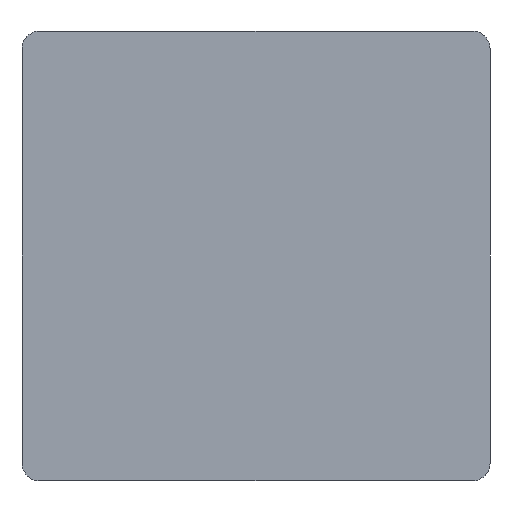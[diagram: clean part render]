
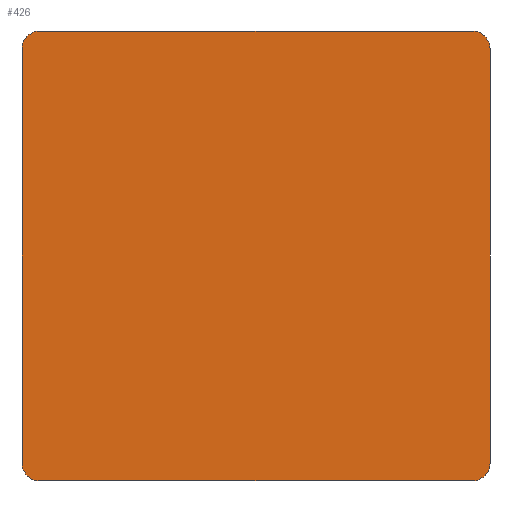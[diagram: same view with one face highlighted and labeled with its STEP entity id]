
A CAD part, front view. The second image highlights one B-rep face of the part: STEP entity #426.
In plain terms, the highlighted planar face has unit normal (0, -1, 0).
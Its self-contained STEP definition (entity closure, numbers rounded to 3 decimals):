
#4 = EDGE_CURVE ( 'NONE', #71, #479, #429, .T. ) ;
#28 = VERTEX_POINT ( 'NONE', #193 ) ;
#47 = CARTESIAN_POINT ( 'NONE',  ( 0.65, 0.3, 0.604 ) ) ;
#52 = CARTESIAN_POINT ( 'NONE',  ( 0.65, 0.3, -0.575 ) ) ;
#54 = EDGE_CURVE ( 'NONE', #71, #188, #445, .T. ) ;
#60 = ORIENTED_EDGE ( 'NONE', *, *, #54, .F. ) ;
#61 = DIRECTION ( 'NONE',  ( 0., 0., 1. ) ) ;
#63 = DIRECTION ( 'NONE',  ( -1., 0., 0. ) ) ;
#71 = VERTEX_POINT ( 'NONE', #239 ) ;
#81 = CARTESIAN_POINT ( 'NONE',  ( 0.6, 0.3, 0.625 ) ) ;
#83 = VECTOR ( 'NONE', #488, 1000. ) ;
#85 = CARTESIAN_POINT ( 'NONE',  ( -0.6, 0.3, 0.625 ) ) ;
#92 = CARTESIAN_POINT ( 'NONE',  ( 0.65, 0.3, 0.625 ) ) ;
#108 = CARTESIAN_POINT ( 'NONE',  ( 0., 0.3, 0. ) ) ;
#117 = VERTEX_POINT ( 'NONE', #235 ) ;
#123 = CARTESIAN_POINT ( 'NONE',  ( 0.629, 0.3, 0.625 ) ) ;
#125 = EDGE_CURVE ( 'NONE', #420, #356, #234, .T. ) ;
#142 =( BOUNDED_CURVE ( )  B_SPLINE_CURVE ( 3, ( #368, #293, #178, #52 ),
 .UNSPECIFIED., .F., .F. ) 
 B_SPLINE_CURVE_WITH_KNOTS ( ( 4, 4 ),
 ( 5.502, 7.065 ),
 .UNSPECIFIED. ) 
 CURVE ( )  GEOMETRIC_REPRESENTATION_ITEM ( )  RATIONAL_B_SPLINE_CURVE ( ( 1., 0.807, 0.807, 1. ) ) 
 REPRESENTATION_ITEM ( '' )  );
#155 = CARTESIAN_POINT ( 'NONE',  ( -0.65, 0.3, -0.575 ) ) ;
#161 = AXIS2_PLACEMENT_3D ( 'NONE', #108, #492, #61 ) ;
#165 = EDGE_LOOP ( 'NONE', ( #60, #282, #217, #436, #313, #393, #308, #256 ) ) ;
#178 = CARTESIAN_POINT ( 'NONE',  ( 0.65, 0.3, -0.604 ) ) ;
#186 = LINE ( 'NONE', #92, #465 ) ;
#188 = VERTEX_POINT ( 'NONE', #403 ) ;
#190 = CARTESIAN_POINT ( 'NONE',  ( -0.6, 0.3, -0.625 ) ) ;
#193 = CARTESIAN_POINT ( 'NONE',  ( -0.6, 0.3, 0.625 ) ) ;
#204 = CARTESIAN_POINT ( 'NONE',  ( -0.629, 0.3, 0.625 ) ) ;
#209 = CARTESIAN_POINT ( 'NONE',  ( -0.65, 0.3, 0.575 ) ) ;
#217 = ORIENTED_EDGE ( 'NONE', *, *, #351, .F. ) ;
#222 = CARTESIAN_POINT ( 'NONE',  ( 0.65, 0.3, 0.625 ) ) ;
#229 = EDGE_CURVE ( 'NONE', #28, #188, #378, .T. ) ;
#234 =( BOUNDED_CURVE ( )  B_SPLINE_CURVE ( 3, ( #245, #47, #123, #81 ),
 .UNSPECIFIED., .F., .F. ) 
 B_SPLINE_CURVE_WITH_KNOTS ( ( 4, 4 ),
 ( 5.502, 7.065 ),
 .UNSPECIFIED. ) 
 CURVE ( )  GEOMETRIC_REPRESENTATION_ITEM ( )  RATIONAL_B_SPLINE_CURVE ( ( 1., 0.807, 0.807, 1. ) ) 
 REPRESENTATION_ITEM ( '' )  );
#235 = CARTESIAN_POINT ( 'NONE',  ( 0.6, 0.3, -0.625 ) ) ;
#239 = CARTESIAN_POINT ( 'NONE',  ( -0.65, 0.3, -0.575 ) ) ;
#244 = VERTEX_POINT ( 'NONE', #285 ) ;
#245 = CARTESIAN_POINT ( 'NONE',  ( 0.65, 0.3, 0.575 ) ) ;
#256 = ORIENTED_EDGE ( 'NONE', *, *, #229, .T. ) ;
#272 = CARTESIAN_POINT ( 'NONE',  ( -0.65, 0.3, -0.604 ) ) ;
#279 = EDGE_CURVE ( 'NONE', #117, #244, #142, .T. ) ;
#282 = ORIENTED_EDGE ( 'NONE', *, *, #4, .T. ) ;
#283 = CARTESIAN_POINT ( 'NONE',  ( -0.65, 0.3, 0.625 ) ) ;
#285 = CARTESIAN_POINT ( 'NONE',  ( 0.65, 0.3, -0.575 ) ) ;
#291 = LINE ( 'NONE', #459, #339 ) ;
#293 = CARTESIAN_POINT ( 'NONE',  ( 0.629, 0.3, -0.625 ) ) ;
#295 = EDGE_CURVE ( 'NONE', #28, #356, #186, .T. ) ;
#298 = FACE_OUTER_BOUND ( 'NONE', #165, .T. ) ;
#307 = VECTOR ( 'NONE', #394, 1000. ) ;
#308 = ORIENTED_EDGE ( 'NONE', *, *, #295, .F. ) ;
#313 = ORIENTED_EDGE ( 'NONE', *, *, #433, .F. ) ;
#339 = VECTOR ( 'NONE', #63, 1000. ) ;
#351 = EDGE_CURVE ( 'NONE', #117, #479, #291, .T. ) ;
#356 = VERTEX_POINT ( 'NONE', #421 ) ;
#368 = CARTESIAN_POINT ( 'NONE',  ( 0.6, 0.3, -0.625 ) ) ;
#378 =( BOUNDED_CURVE ( )  B_SPLINE_CURVE ( 3, ( #85, #204, #441, #209 ),
 .UNSPECIFIED., .F., .F. ) 
 B_SPLINE_CURVE_WITH_KNOTS ( ( 4, 4 ),
 ( 5.502, 7.065 ),
 .UNSPECIFIED. ) 
 CURVE ( )  GEOMETRIC_REPRESENTATION_ITEM ( )  RATIONAL_B_SPLINE_CURVE ( ( 1., 0.807, 0.807, 1. ) ) 
 REPRESENTATION_ITEM ( '' )  );
#379 = CARTESIAN_POINT ( 'NONE',  ( 0.65, 0.3, 0.575 ) ) ;
#380 = CARTESIAN_POINT ( 'NONE',  ( -0.6, 0.3, -0.625 ) ) ;
#383 = CARTESIAN_POINT ( 'NONE',  ( -0.629, 0.3, -0.625 ) ) ;
#393 = ORIENTED_EDGE ( 'NONE', *, *, #125, .T. ) ;
#394 = DIRECTION ( 'NONE',  ( 0., 0., 1. ) ) ;
#403 = CARTESIAN_POINT ( 'NONE',  ( -0.65, 0.3, 0.575 ) ) ;
#420 = VERTEX_POINT ( 'NONE', #379 ) ;
#421 = CARTESIAN_POINT ( 'NONE',  ( 0.6, 0.3, 0.625 ) ) ;
#426 = ADVANCED_FACE ( 'NONE', ( #298 ), #455, .F. ) ;
#429 =( BOUNDED_CURVE ( )  B_SPLINE_CURVE ( 3, ( #155, #272, #383, #190 ),
 .UNSPECIFIED., .F., .F. ) 
 B_SPLINE_CURVE_WITH_KNOTS ( ( 4, 4 ),
 ( 5.502, 7.065 ),
 .UNSPECIFIED. ) 
 CURVE ( )  GEOMETRIC_REPRESENTATION_ITEM ( )  RATIONAL_B_SPLINE_CURVE ( ( 1., 0.807, 0.807, 1. ) ) 
 REPRESENTATION_ITEM ( '' )  );
#433 = EDGE_CURVE ( 'NONE', #420, #244, #500, .T. ) ;
#436 = ORIENTED_EDGE ( 'NONE', *, *, #279, .T. ) ;
#441 = CARTESIAN_POINT ( 'NONE',  ( -0.65, 0.3, 0.604 ) ) ;
#445 = LINE ( 'NONE', #283, #307 ) ;
#446 = DIRECTION ( 'NONE',  ( 1., 0., 0. ) ) ;
#455 = PLANE ( 'NONE',  #161 ) ;
#459 = CARTESIAN_POINT ( 'NONE',  ( 0.65, 0.3, -0.625 ) ) ;
#465 = VECTOR ( 'NONE', #446, 1000. ) ;
#479 = VERTEX_POINT ( 'NONE', #380 ) ;
#488 = DIRECTION ( 'NONE',  ( 0., 0., -1. ) ) ;
#492 = DIRECTION ( 'NONE',  ( 0., 1., 0. ) ) ;
#500 = LINE ( 'NONE', #222, #83 ) ;
